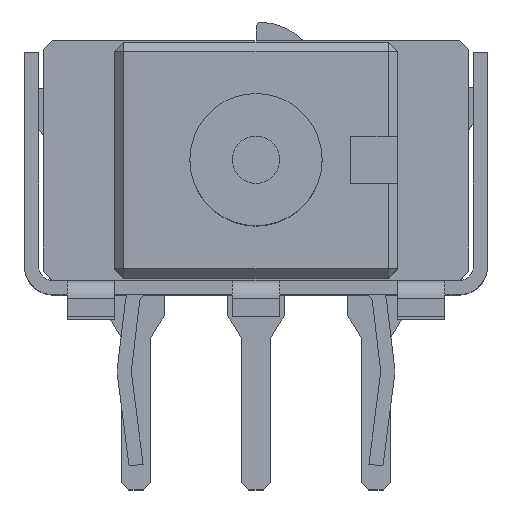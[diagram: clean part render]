
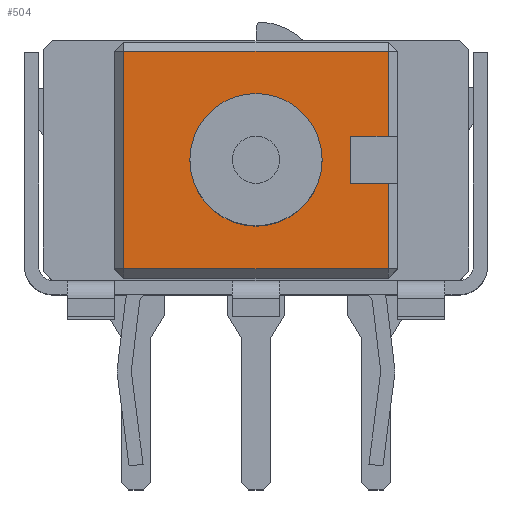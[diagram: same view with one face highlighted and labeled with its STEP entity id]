
A CAD part, top view. The second image highlights one B-rep face of the part: STEP entity #504.
In plain terms, the highlighted planar face has unit normal (0, 0, 1).
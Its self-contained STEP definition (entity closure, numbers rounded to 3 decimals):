
#504 = ADVANCED_FACE( '', ( #1076, #1077 ), #1078, .T. );
#1076 = FACE_BOUND( '', #1753, .T. );
#1077 = FACE_OUTER_BOUND( '', #1754, .T. );
#1078 = PLANE( '', #1755 );
#1753 = EDGE_LOOP( '', ( #2976 ) );
#1754 = EDGE_LOOP( '', ( #2977, #2978, #2979, #2980, #2981, #2982, #2983, #2984 ) );
#1755 = AXIS2_PLACEMENT_3D( '', #2985, #2986, #2987 );
#2976 = ORIENTED_EDGE( '', *, *, #4631, .F. );
#2977 = ORIENTED_EDGE( '', *, *, #4569, .T. );
#2978 = ORIENTED_EDGE( '', *, *, #4632, .T. );
#2979 = ORIENTED_EDGE( '', *, *, #4633, .T. );
#2980 = ORIENTED_EDGE( '', *, *, #4349, .T. );
#2981 = ORIENTED_EDGE( '', *, *, #4634, .T. );
#2982 = ORIENTED_EDGE( '', *, *, #4635, .T. );
#2983 = ORIENTED_EDGE( '', *, *, #4636, .T. );
#2984 = ORIENTED_EDGE( '', *, *, #4637, .T. );
#2985 = CARTESIAN_POINT( '', ( -3., -2.5, 12.3 ) );
#2986 = DIRECTION( '', ( 0., 0., 1. ) );
#2987 = DIRECTION( '', ( 1., 0., 0. ) );
#4349 = EDGE_CURVE( '', #5269, #5267, #5270, .T. );
#4569 = EDGE_CURVE( '', #5624, #5622, #5625, .T. );
#4631 = EDGE_CURVE( '', #5716, #5716, #5717, .T. );
#4632 = EDGE_CURVE( '', #5622, #5718, #5719, .T. );
#4633 = EDGE_CURVE( '', #5718, #5269, #5720, .T. );
#4634 = EDGE_CURVE( '', #5267, #5721, #5722, .T. );
#4635 = EDGE_CURVE( '', #5721, #5723, #5724, .T. );
#4636 = EDGE_CURVE( '', #5723, #5725, #5726, .T. );
#4637 = EDGE_CURVE( '', #5725, #5624, #5727, .T. );
#5267 = VERTEX_POINT( '', #6556 );
#5269 = VERTEX_POINT( '', #6559 );
#5270 = LINE( '', #6560, #6561 );
#5622 = VERTEX_POINT( '', #7071 );
#5624 = VERTEX_POINT( '', #7074 );
#5625 = LINE( '', #7075, #7076 );
#5716 = VERTEX_POINT( '', #7208 );
#5717 = CIRCLE( '', #7209, 1.4 );
#5718 = VERTEX_POINT( '', #7210 );
#5719 = LINE( '', #7211, #7212 );
#5720 = LINE( '', #7213, #7214 );
#5721 = VERTEX_POINT( '', #7215 );
#5722 = LINE( '', #7216, #7217 );
#5723 = VERTEX_POINT( '', #7218 );
#5724 = LINE( '', #7219, #7220 );
#5725 = VERTEX_POINT( '', #7221 );
#5726 = LINE( '', #7222, #7223 );
#5727 = LINE( '', #7224, #7225 );
#6556 = CARTESIAN_POINT( '', ( -2.8, -2.3, 12.3 ) );
#6559 = CARTESIAN_POINT( '', ( -2.8, 2.3, 12.3 ) );
#6560 = CARTESIAN_POINT( '', ( -2.8, -2.5, 12.3 ) );
#6561 = VECTOR( '', #7936, 1000. );
#7071 = CARTESIAN_POINT( '', ( 2.8, 0.5, 12.3 ) );
#7074 = CARTESIAN_POINT( '', ( 2., 0.5, 12.3 ) );
#7075 = CARTESIAN_POINT( '', ( 2., 0.5, 12.3 ) );
#7076 = VECTOR( '', #8153, 1000. );
#7208 = CARTESIAN_POINT( '', ( 1.4, 0., 12.3 ) );
#7209 = AXIS2_PLACEMENT_3D( '', #8219, #8220, #8221 );
#7210 = CARTESIAN_POINT( '', ( 2.8, 2.3, 12.3 ) );
#7211 = CARTESIAN_POINT( '', ( 2.8, -2.5, 12.3 ) );
#7212 = VECTOR( '', #8222, 1000. );
#7213 = CARTESIAN_POINT( '', ( -3., 2.3, 12.3 ) );
#7214 = VECTOR( '', #8223, 1000. );
#7215 = CARTESIAN_POINT( '', ( 2.8, -2.3, 12.3 ) );
#7216 = CARTESIAN_POINT( '', ( 3., -2.3, 12.3 ) );
#7217 = VECTOR( '', #8224, 1000. );
#7218 = CARTESIAN_POINT( '', ( 2.8, -0.5, 12.3 ) );
#7219 = CARTESIAN_POINT( '', ( 2.8, -2.5, 12.3 ) );
#7220 = VECTOR( '', #8225, 1000. );
#7221 = CARTESIAN_POINT( '', ( 2., -0.5, 12.3 ) );
#7222 = CARTESIAN_POINT( '', ( 3., -0.5, 12.3 ) );
#7223 = VECTOR( '', #8226, 1000. );
#7224 = CARTESIAN_POINT( '', ( 2., -0.5, 12.3 ) );
#7225 = VECTOR( '', #8227, 1000. );
#7936 = DIRECTION( '', ( 0., -1., 0. ) );
#8153 = DIRECTION( '', ( 1., 0., 0. ) );
#8219 = CARTESIAN_POINT( '', ( 0., 0., 12.3 ) );
#8220 = DIRECTION( '', ( 0., 0., 1. ) );
#8221 = DIRECTION( '', ( 1., 0., 0. ) );
#8222 = DIRECTION( '', ( 0., 1., 0. ) );
#8223 = DIRECTION( '', ( -1., 0., 0. ) );
#8224 = DIRECTION( '', ( 1., 0., 0. ) );
#8225 = DIRECTION( '', ( 0., 1., 0. ) );
#8226 = DIRECTION( '', ( -1., 0., 0. ) );
#8227 = DIRECTION( '', ( 0., 1., 0. ) );
